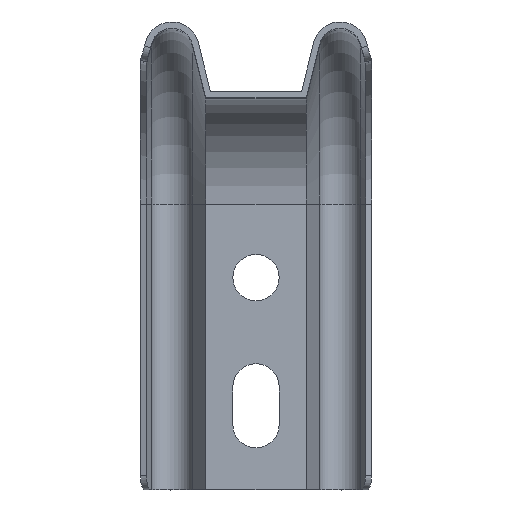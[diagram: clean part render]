
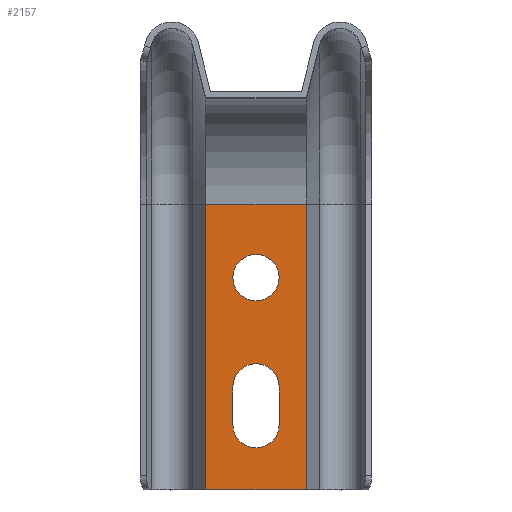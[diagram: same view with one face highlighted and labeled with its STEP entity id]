
A CAD part, top view. The second image highlights one B-rep face of the part: STEP entity #2157.
In plain terms, the highlighted planar face has unit normal (0, 0, 1).
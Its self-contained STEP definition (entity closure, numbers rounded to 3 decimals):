
#2 = AXIS2_PLACEMENT_3D ( 'NONE', #3093, #1662, #235 ) ;
#10 = DIRECTION ( 'NONE',  ( 0., 0., 1. ) ) ;
#50 = CIRCLE ( 'NONE', #2658, 5.5 ) ;
#85 = ORIENTED_EDGE ( 'NONE', *, *, #2982, .F. ) ;
#165 = VERTEX_POINT ( 'NONE', #2303 ) ;
#232 = DIRECTION ( 'NONE',  ( 0., 0., -1. ) ) ;
#235 = DIRECTION ( 'NONE',  ( 1., 0., 0. ) ) ;
#267 = DIRECTION ( 'NONE',  ( 0., 0., -1. ) ) ;
#347 = VERTEX_POINT ( 'NONE', #2833 ) ;
#440 = CARTESIAN_POINT ( 'NONE',  ( 5.5, -77.5, -192. ) ) ;
#468 = VERTEX_POINT ( 'NONE', #1794 ) ;
#511 = CARTESIAN_POINT ( 'NONE',  ( -5.5, -77.5, -192. ) ) ;
#587 = LINE ( 'NONE', #440, #1778 ) ;
#594 = FACE_OUTER_BOUND ( 'NONE', #665, .T. ) ;
#601 = EDGE_CURVE ( 'NONE', #2534, #468, #587, .T. ) ;
#648 = CARTESIAN_POINT ( 'NONE',  ( 12., -25., -192. ) ) ;
#649 = EDGE_LOOP ( 'NONE', ( #1921, #85, #1355, #804 ) ) ;
#665 = EDGE_LOOP ( 'NONE', ( #880, #2141, #961, #2850 ) ) ;
#682 = DIRECTION ( 'NONE',  ( 0., 1., 0. ) ) ;
#723 = EDGE_CURVE ( 'NONE', #468, #2990, #994, .T. ) ;
#756 = EDGE_CURVE ( 'NONE', #347, #165, #1536, .T. ) ;
#770 = VECTOR ( 'NONE', #2067, 1000. ) ;
#788 = VERTEX_POINT ( 'NONE', #2099 ) ;
#804 = ORIENTED_EDGE ( 'NONE', *, *, #723, .F. ) ;
#827 = AXIS2_PLACEMENT_3D ( 'NONE', #1224, #267, #1938 ) ;
#846 = VECTOR ( 'NONE', #1416, 1000. ) ;
#854 = AXIS2_PLACEMENT_3D ( 'NONE', #1441, #10, #1086 ) ;
#880 = ORIENTED_EDGE ( 'NONE', *, *, #2773, .F. ) ;
#884 = VECTOR ( 'NONE', #2758, 1000. ) ;
#961 = ORIENTED_EDGE ( 'NONE', *, *, #756, .T. ) ;
#994 = CIRCLE ( 'NONE', #2, 5.5 ) ;
#1024 = LINE ( 'NONE', #511, #1664 ) ;
#1086 = DIRECTION ( 'NONE',  ( 1., 0., 0. ) ) ;
#1109 = VERTEX_POINT ( 'NONE', #2519 ) ;
#1224 = CARTESIAN_POINT ( 'NONE',  ( 12., -25., -192. ) ) ;
#1228 = FACE_BOUND ( 'NONE', #649, .T. ) ;
#1286 = ORIENTED_EDGE ( 'NONE', *, *, #1292, .T. ) ;
#1292 = EDGE_CURVE ( 'NONE', #1109, #1109, #50, .T. ) ;
#1355 = ORIENTED_EDGE ( 'NONE', *, *, #1410, .F. ) ;
#1372 = CARTESIAN_POINT ( 'NONE',  ( -5.5, -77.5, -192. ) ) ;
#1410 = EDGE_CURVE ( 'NONE', #2990, #2543, #1024, .T. ) ;
#1416 = DIRECTION ( 'NONE',  ( 0., -1., 0. ) ) ;
#1431 = EDGE_LOOP ( 'NONE', ( #1286 ) ) ;
#1441 = CARTESIAN_POINT ( 'NONE',  ( 0., -77.5, -192. ) ) ;
#1536 = LINE ( 'NONE', #2306, #770 ) ;
#1658 = CARTESIAN_POINT ( 'NONE',  ( 0., -42.5, -192. ) ) ;
#1662 = DIRECTION ( 'NONE',  ( 0., 0., 1. ) ) ;
#1664 = VECTOR ( 'NONE', #1929, 1000. ) ;
#1667 = CARTESIAN_POINT ( 'NONE',  ( 12., -25., -192. ) ) ;
#1771 = EDGE_CURVE ( 'NONE', #2201, #347, #2358, .T. ) ;
#1778 = VECTOR ( 'NONE', #682, 1000. ) ;
#1794 = CARTESIAN_POINT ( 'NONE',  ( 5.5, -68.5, -192. ) ) ;
#1899 = DIRECTION ( 'NONE',  ( -1., 0., 0. ) ) ;
#1921 = ORIENTED_EDGE ( 'NONE', *, *, #601, .F. ) ;
#1929 = DIRECTION ( 'NONE',  ( 0., -1., 0. ) ) ;
#1938 = DIRECTION ( 'NONE',  ( -1., 0., 0. ) ) ;
#1956 = CARTESIAN_POINT ( 'NONE',  ( -12., -25., -192. ) ) ;
#2067 = DIRECTION ( 'NONE',  ( 1., 0., 0. ) ) ;
#2099 = CARTESIAN_POINT ( 'NONE',  ( 12., -25., -192. ) ) ;
#2141 = ORIENTED_EDGE ( 'NONE', *, *, #1771, .T. ) ;
#2157 = ADVANCED_FACE ( 'NONE', ( #2480, #1228, #594 ), #2160, .F. ) ;
#2160 = PLANE ( 'NONE',  #827 ) ;
#2201 = VERTEX_POINT ( 'NONE', #1956 ) ;
#2270 = CARTESIAN_POINT ( 'NONE',  ( -12., -25., -192. ) ) ;
#2303 = CARTESIAN_POINT ( 'NONE',  ( 12., -93., -192. ) ) ;
#2306 = CARTESIAN_POINT ( 'NONE',  ( 12., -93., -192. ) ) ;
#2358 = LINE ( 'NONE', #2270, #2991 ) ;
#2480 = FACE_BOUND ( 'NONE', #1431, .T. ) ;
#2519 = CARTESIAN_POINT ( 'NONE',  ( -5.5, -42.5, -192. ) ) ;
#2534 = VERTEX_POINT ( 'NONE', #3041 ) ;
#2543 = VERTEX_POINT ( 'NONE', #1372 ) ;
#2625 = CARTESIAN_POINT ( 'NONE',  ( -5.5, -68.5, -192. ) ) ;
#2658 = AXIS2_PLACEMENT_3D ( 'NONE', #1658, #232, #1899 ) ;
#2666 = CIRCLE ( 'NONE', #854, 5.5 ) ;
#2739 = DIRECTION ( 'NONE',  ( 0., -1., 0. ) ) ;
#2758 = DIRECTION ( 'NONE',  ( 1., 0., 0. ) ) ;
#2773 = EDGE_CURVE ( 'NONE', #2201, #788, #2930, .T. ) ;
#2810 = LINE ( 'NONE', #1667, #846 ) ;
#2833 = CARTESIAN_POINT ( 'NONE',  ( -12., -93., -192. ) ) ;
#2850 = ORIENTED_EDGE ( 'NONE', *, *, #2951, .F. ) ;
#2930 = LINE ( 'NONE', #648, #884 ) ;
#2951 = EDGE_CURVE ( 'NONE', #788, #165, #2810, .T. ) ;
#2982 = EDGE_CURVE ( 'NONE', #2543, #2534, #2666, .T. ) ;
#2990 = VERTEX_POINT ( 'NONE', #2625 ) ;
#2991 = VECTOR ( 'NONE', #2739, 1000. ) ;
#3041 = CARTESIAN_POINT ( 'NONE',  ( 5.5, -77.5, -192. ) ) ;
#3093 = CARTESIAN_POINT ( 'NONE',  ( 0., -68.5, -192. ) ) ;
